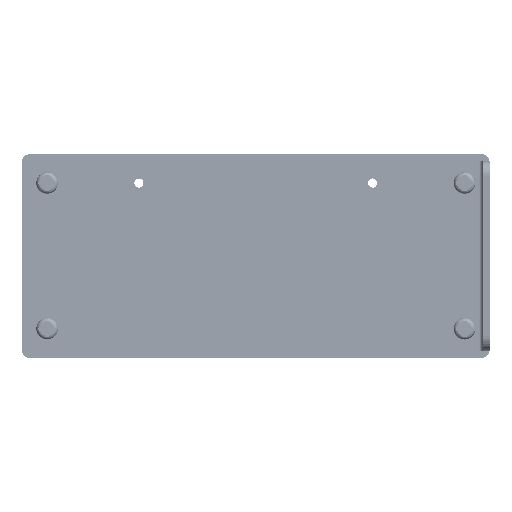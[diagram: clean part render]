
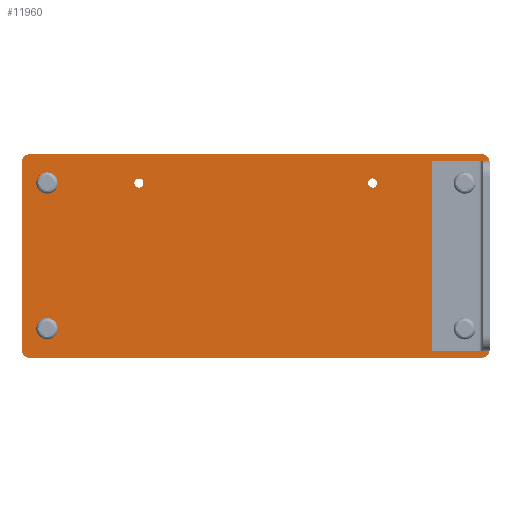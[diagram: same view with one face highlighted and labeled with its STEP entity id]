
A CAD part, left-side view. The second image highlights one B-rep face of the part: STEP entity #11960.
In plain terms, the highlighted face is planar.
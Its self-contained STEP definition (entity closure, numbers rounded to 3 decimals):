
#1579=FACE_BOUND('',#4596,.T.);
#1580=FACE_BOUND('',#4597,.T.);
#1581=FACE_BOUND('',#4598,.T.);
#1582=FACE_BOUND('',#4599,.T.);
#1583=FACE_BOUND('',#4600,.T.);
#1584=FACE_BOUND('',#4601,.T.);
#2639=FACE_OUTER_BOUND('',#4595,.T.);
#4595=EDGE_LOOP('',(#10795,#10796,#10797,#10798,#10799,#10800,#10801,#10802));
#4596=EDGE_LOOP('',(#10803));
#4597=EDGE_LOOP('',(#10804));
#4598=EDGE_LOOP('',(#10805));
#4599=EDGE_LOOP('',(#10806));
#4600=EDGE_LOOP('',(#10807));
#4601=EDGE_LOOP('',(#10808));
#5707=CIRCLE('',#13498,3.175);
#5718=CIRCLE('',#13513,3.175);
#5719=CIRCLE('',#13515,3.175);
#5720=CIRCLE('',#13516,3.175);
#5721=CIRCLE('',#13517,1.981);
#5722=CIRCLE('',#13518,1.981);
#5723=CIRCLE('',#13519,2.553);
#5724=CIRCLE('',#13520,2.553);
#5725=CIRCLE('',#13521,2.553);
#5726=CIRCLE('',#13522,2.553);
#5901=LINE('',#19886,#6157);
#5907=LINE('',#19920,#6163);
#5910=LINE('',#19926,#6166);
#5912=LINE('',#19934,#6168);
#6157=VECTOR('',#16670,81.991);
#6163=VECTOR('',#16704,196.85);
#6166=VECTOR('',#16709,81.991);
#6168=VECTOR('',#16719,196.85);
#7287=VERTEX_POINT('',#19883);
#7288=VERTEX_POINT('',#19885);
#7289=VERTEX_POINT('',#19889);
#7302=VERTEX_POINT('',#19919);
#7303=VERTEX_POINT('',#19923);
#7304=VERTEX_POINT('',#19925);
#7305=VERTEX_POINT('',#19931);
#7306=VERTEX_POINT('',#19933);
#7307=VERTEX_POINT('',#19936);
#7308=VERTEX_POINT('',#19938);
#7309=VERTEX_POINT('',#19940);
#7310=VERTEX_POINT('',#19942);
#7311=VERTEX_POINT('',#19944);
#7312=VERTEX_POINT('',#19946);
#8489=EDGE_CURVE('',#7287,#7288,#5901,.T.);
#8491=EDGE_CURVE('',#7289,#7288,#5707,.F.);
#8506=EDGE_CURVE('',#7289,#7302,#5907,.T.);
#8509=EDGE_CURVE('',#7303,#7304,#5910,.T.);
#8511=EDGE_CURVE('',#7303,#7302,#5718,.F.);
#8512=EDGE_CURVE('',#7287,#7305,#5719,.F.);
#8513=EDGE_CURVE('',#7306,#7305,#5912,.T.);
#8514=EDGE_CURVE('',#7306,#7304,#5720,.F.);
#8515=EDGE_CURVE('',#7307,#7307,#5721,.T.);
#8516=EDGE_CURVE('',#7308,#7308,#5722,.T.);
#8517=EDGE_CURVE('',#7309,#7309,#5723,.T.);
#8518=EDGE_CURVE('',#7310,#7310,#5724,.T.);
#8519=EDGE_CURVE('',#7311,#7311,#5725,.T.);
#8520=EDGE_CURVE('',#7312,#7312,#5726,.T.);
#10795=ORIENTED_EDGE('',*,*,#8509,.F.);
#10796=ORIENTED_EDGE('',*,*,#8511,.T.);
#10797=ORIENTED_EDGE('',*,*,#8506,.F.);
#10798=ORIENTED_EDGE('',*,*,#8491,.T.);
#10799=ORIENTED_EDGE('',*,*,#8489,.F.);
#10800=ORIENTED_EDGE('',*,*,#8512,.T.);
#10801=ORIENTED_EDGE('',*,*,#8513,.F.);
#10802=ORIENTED_EDGE('',*,*,#8514,.T.);
#10803=ORIENTED_EDGE('',*,*,#8515,.T.);
#10804=ORIENTED_EDGE('',*,*,#8516,.T.);
#10805=ORIENTED_EDGE('',*,*,#8517,.T.);
#10806=ORIENTED_EDGE('',*,*,#8518,.T.);
#10807=ORIENTED_EDGE('',*,*,#8519,.T.);
#10808=ORIENTED_EDGE('',*,*,#8520,.T.);
#11395=PLANE('',#13514);
#11960=ADVANCED_FACE('',(#2639,#1579,#1580,#1581,#1582,#1583,#1584),#11395,
 .F.);
#13498=AXIS2_PLACEMENT_3D('',#19890,#16674,#16675);
#13513=AXIS2_PLACEMENT_3D('',#19929,#16713,#16714);
#13514=AXIS2_PLACEMENT_3D('',#19930,#16715,#16716);
#13515=AXIS2_PLACEMENT_3D('',#19932,#16717,#16718);
#13516=AXIS2_PLACEMENT_3D('',#19935,#16720,#16721);
#13517=AXIS2_PLACEMENT_3D('',#19937,#16722,#16723);
#13518=AXIS2_PLACEMENT_3D('',#19939,#16724,#16725);
#13519=AXIS2_PLACEMENT_3D('',#19941,#16726,#16727);
#13520=AXIS2_PLACEMENT_3D('',#19943,#16728,#16729);
#13521=AXIS2_PLACEMENT_3D('',#19945,#16730,#16731);
#13522=AXIS2_PLACEMENT_3D('',#19947,#16732,#16733);
#16670=DIRECTION('',(0.,-1.,0.));
#16674=DIRECTION('center_axis',(0.,0.,1.));
#16675=DIRECTION('ref_axis',(1.,0.,0.));
#16704=DIRECTION('',(1.,0.,0.));
#16709=DIRECTION('',(0.,1.,0.));
#16713=DIRECTION('center_axis',(0.,0.,1.));
#16714=DIRECTION('ref_axis',(1.,0.,0.));
#16715=DIRECTION('center_axis',(0.,0.,1.));
#16716=DIRECTION('ref_axis',(1.,0.,0.));
#16717=DIRECTION('center_axis',(0.,0.,1.));
#16718=DIRECTION('ref_axis',(1.,0.,0.));
#16719=DIRECTION('',(-1.,0.,0.));
#16720=DIRECTION('center_axis',(0.,0.,1.));
#16721=DIRECTION('ref_axis',(1.,0.,0.));
#16722=DIRECTION('center_axis',(0.,0.,1.));
#16723=DIRECTION('ref_axis',(1.,0.,0.));
#16724=DIRECTION('center_axis',(0.,0.,1.));
#16725=DIRECTION('ref_axis',(1.,0.,0.));
#16726=DIRECTION('center_axis',(0.,0.,1.));
#16727=DIRECTION('ref_axis',(1.,0.,0.));
#16728=DIRECTION('center_axis',(0.,0.,1.));
#16729=DIRECTION('ref_axis',(1.,0.,0.));
#16730=DIRECTION('center_axis',(0.,0.,1.));
#16731=DIRECTION('ref_axis',(1.,0.,0.));
#16732=DIRECTION('center_axis',(0.,0.,1.));
#16733=DIRECTION('ref_axis',(1.,0.,0.));
#19883=CARTESIAN_POINT('',(-101.6,40.996,-3.175));
#19885=CARTESIAN_POINT('',(-101.6,-40.996,-3.175));
#19886=CARTESIAN_POINT('',(-101.6,44.171,-3.175));
#19889=CARTESIAN_POINT('',(-98.425,-44.171,-3.175));
#19890=CARTESIAN_POINT('Origin',(-98.425,-40.996,-3.175));
#19919=CARTESIAN_POINT('',(98.425,-44.171,-3.175));
#19920=CARTESIAN_POINT('',(-101.6,-44.171,-3.175));
#19923=CARTESIAN_POINT('',(101.6,-40.996,-3.175));
#19925=CARTESIAN_POINT('',(101.6,40.996,-3.175));
#19926=CARTESIAN_POINT('',(101.6,-44.171,-3.175));
#19929=CARTESIAN_POINT('Origin',(98.425,-40.996,-3.175));
#19930=CARTESIAN_POINT('Origin',(-101.6,-44.171,-3.175));
#19931=CARTESIAN_POINT('',(-98.425,44.171,-3.175));
#19932=CARTESIAN_POINT('Origin',(-98.425,40.996,-3.175));
#19933=CARTESIAN_POINT('',(98.425,44.171,-3.175));
#19934=CARTESIAN_POINT('',(101.6,44.171,-3.175));
#19935=CARTESIAN_POINT('Origin',(98.425,40.996,-3.175));
#19936=CARTESIAN_POINT('',(52.781,-31.674,-3.175));
#19937=CARTESIAN_POINT('Origin',(50.8,-31.674,-3.175));
#19938=CARTESIAN_POINT('',(-48.819,-31.674,-3.175));
#19939=CARTESIAN_POINT('Origin',(-50.8,-31.674,-3.175));
#19940=CARTESIAN_POINT('',(-88.176,31.674,-3.175));
#19941=CARTESIAN_POINT('Origin',(-90.729,31.674,-3.175));
#19942=CARTESIAN_POINT('',(93.282,31.674,-3.175));
#19943=CARTESIAN_POINT('Origin',(90.729,31.674,-3.175));
#19944=CARTESIAN_POINT('',(93.282,-31.674,-3.175));
#19945=CARTESIAN_POINT('Origin',(90.729,-31.674,-3.175));
#19946=CARTESIAN_POINT('',(-88.176,-31.674,-3.175));
#19947=CARTESIAN_POINT('Origin',(-90.729,-31.674,-3.175));
